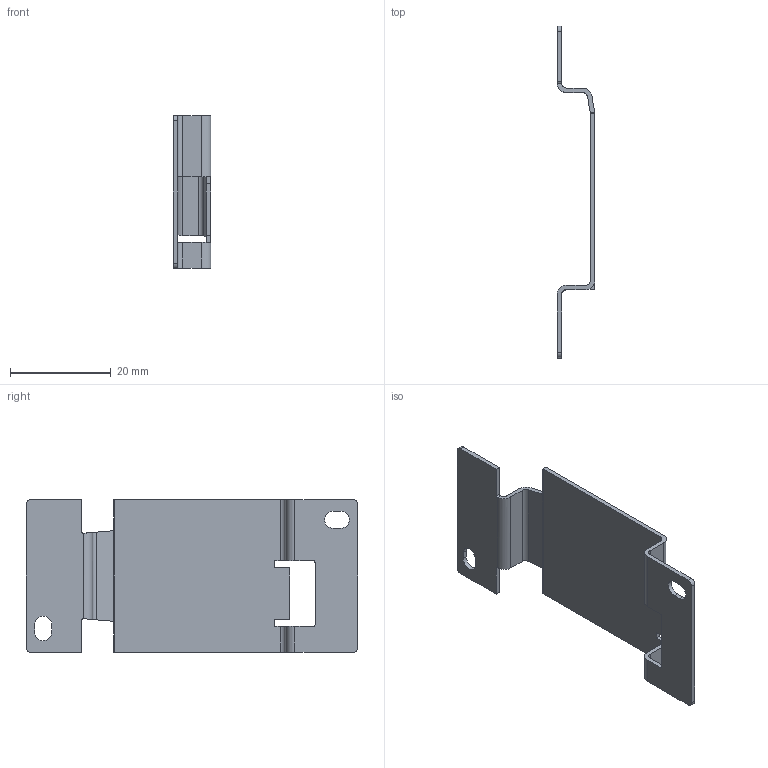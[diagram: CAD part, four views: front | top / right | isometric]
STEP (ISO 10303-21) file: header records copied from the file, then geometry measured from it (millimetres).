
FILE_DESCRIPTION(/* description */ ('STEP AP214'),/* implementation_level */ '2;1');
FILE_NAME(/* name */ '194297_SDE1-__-W',/* time_stamp */ '2024-09-14T23:37:11+02:00',/* author */ ('License CC BY-ND 4.0'),/* organization */ ('CADENAS'),/* preprocessor_version */ 'ST-DEVELOPER v19.3',/* originating_system */ 'PARTsolutions',/* authorisation */ ' ');
FILE_SCHEMA (('AUTOMOTIVE_DESIGN {1 0 10303 214 3 1 1}'));
Length unit declared in the file: millimetre
Products named in the file (1): 194297 SDE1-...-W...---(W)
Bounding box: 7.5 x 65.8 x 30.3 mm (x, y, z)
Volume: 1747.3 mm3; surface area: 4254.6 mm2
Topology: 1 solids, 1 shells, 66 faces, 198 edges, 132 vertices
Faces by surface type: plane 38, cylinder 28
Entity records: 2288 total; most frequent: CARTESIAN_POINT 421, ORIENTED_EDGE 396, DIRECTION 380, EDGE_CURVE 198, LINE 134, VECTOR 134, VERTEX_POINT 132, AXIS2_PLACEMENT_3D 123
